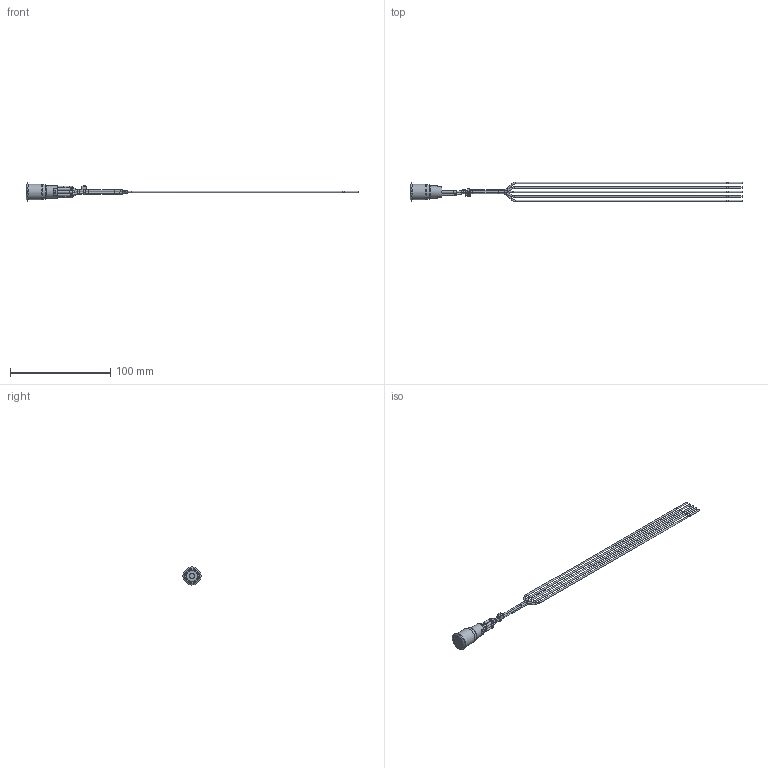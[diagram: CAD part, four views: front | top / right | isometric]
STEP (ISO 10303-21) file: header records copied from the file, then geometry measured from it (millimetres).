
FILE_DESCRIPTION(/* description */ (''),/* implementation_level */ '2;1');
FILE_NAME(/* name */ 'PV3FWB0xx-2xx.stp',/* time_stamp */ '2025-05-28T13:38:08-05:00',/* author */ ('mroman'),/* organization */ (''),/* preprocessor_version */ 'ST-DEVELOPER v18.1',/* originating_system */ 'Autodesk Inventor 2022',/* authorisation */ '');
FILE_SCHEMA (('AUTOMOTIVE_DESIGN { 1 0 10303 214 3 1 1 }'));
Length unit declared in the file: centimetre
Products named in the file (1): PV3FWB0xx-2xx
Bounding box: 331.55 x 19.2 x 18 mm (x, y, z)
Volume: 7330.4 mm3; surface area: 11063.8 mm2
Topology: 1 solids, 2 shells, 528 faces, 1430 edges, 934 vertices
Faces by surface type: plane 284, cylinder 116, bspline 72, torus 38, cone 10, sphere 8
Full cylindrical faces by diameter (mm): 1.2 x10, 1.6 x40, 2.4 x9, 5 x1, 12 x2, 12.2 x1, 14.3 x1, 15 x1, 15.9 x1, 18 x1
Entity records: 17487 total; most frequent: CARTESIAN_POINT 4219, ORIENTED_EDGE 2860, DIRECTION 2589, EDGE_CURVE 1430, VERTEX_POINT 934, AXIS2_PLACEMENT_3D 877, LINE 835, VECTOR 835
